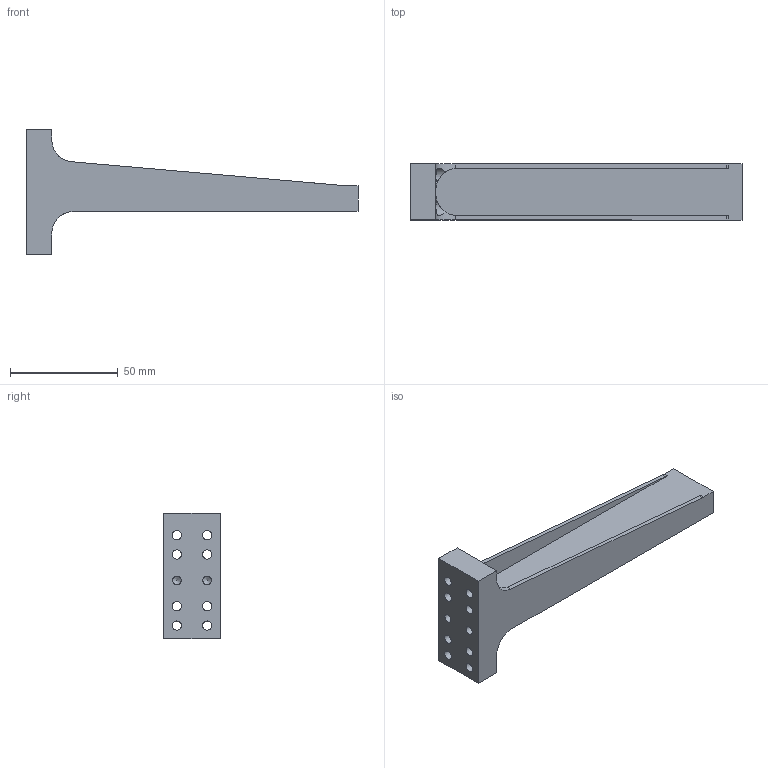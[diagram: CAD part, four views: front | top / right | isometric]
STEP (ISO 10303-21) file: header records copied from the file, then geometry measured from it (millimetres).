
FILE_DESCRIPTION((''),'2;1');
FILE_NAME('7021090.stp','2016-08-25T14:24:14',('miemmola'),(''),'Autodesk Inventor 2012','Autodesk Inventor 2012','');
FILE_SCHEMA(('AUTOMOTIVE_DESIGN { 1 0 10303 214 1 1 1 1 }'));
Length unit declared in the file: millimetre
Products named in the file (1): 7021090
Bounding box: 154 x 26 x 58 mm (x, y, z)
Volume: 63563.8 mm3; surface area: 20736 mm2
Topology: 1 solids, 1 shells, 49 faces, 127 edges, 82 vertices
Faces by surface type: cylinder 25, plane 22, cone 2
Full cylindrical faces by diameter (mm): 4 x2, 4.3 x8, 8 x8
Entity records: 1613 total; most frequent: CARTESIAN_POINT 449, DIRECTION 239, ORIENTED_EDGE 202, EDGE_CURVE 101, AXIS2_PLACEMENT_3D 96, EDGE_LOOP 87, VERTEX_POINT 76, FACE_OUTER_BOUND 49
